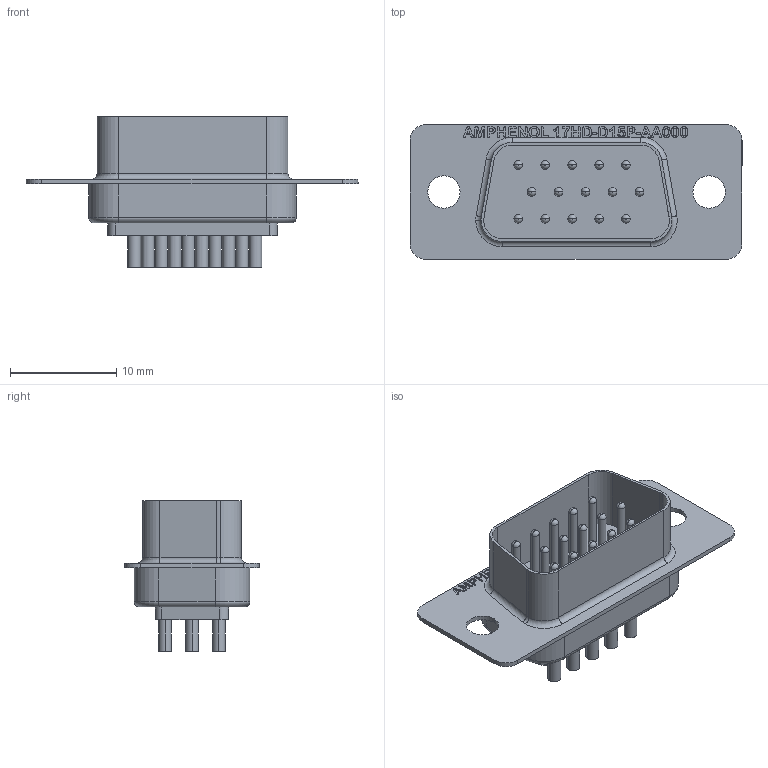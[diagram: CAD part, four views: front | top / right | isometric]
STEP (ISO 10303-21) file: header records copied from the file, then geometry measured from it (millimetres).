
FILE_DESCRIPTION (( 'STEP AP214' ), '1' );
FILE_NAME ('CODEFAU04211352524100.step', '2006-04-21T17:52:56', ( 'sysadmin' ), ( 'SolidWorks' ), 'SwSTEP 2.0', 'SolidWorks 2006079', '' );
FILE_SCHEMA (( 'AUTOMOTIVE_DESIGN' ));
Length unit declared in the file: millimetre
Products named in the file (1): CODEFAU04211352524100
Bounding box: 31.3 x 12.7 x 14.23 mm (x, y, z)
Volume: 1140.8 mm3; surface area: 2072.6 mm2
Topology: 1 solids, 1 shells, 594 faces, 1488 edges, 966 vertices
Faces by surface type: plane 231, bspline 197, cylinder 126, torus 40
Entity records: 35718 total; most frequent: CARTESIAN_POINT 18706, ORIENTED_EDGE 2976, DIRECTION 2187, EDGE_CURVE 1488, VERTEX_POINT 966, VECTOR 737, LINE 737, AXIS2_PLACEMENT_3D 725
